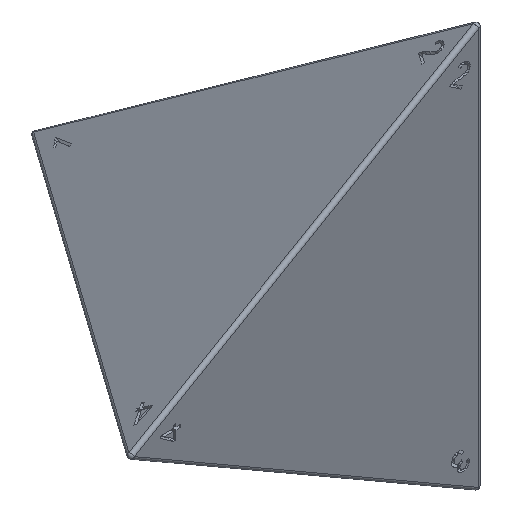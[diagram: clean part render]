
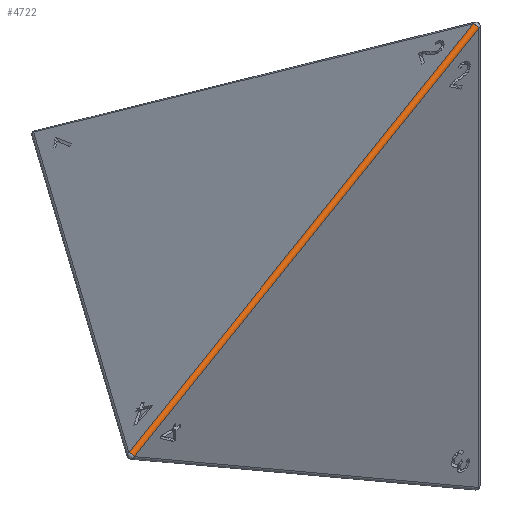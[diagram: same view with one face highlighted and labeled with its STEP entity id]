
A CAD part, isometric view. The second image highlights one B-rep face of the part: STEP entity #4722.
In plain terms, the highlighted cylindrical face has radius 0.15 mm (diameter 0.3 mm), a partial arc.
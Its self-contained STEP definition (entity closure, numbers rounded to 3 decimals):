
#15=CYLINDRICAL_SURFACE('',#4859,0.15);
#27=CIRCLE('',#4847,0.15);
#29=CIRCLE('',#4849,0.15);
#35=CIRCLE('',#4857,0.15);
#397=FACE_OUTER_BOUND('',#663,.T.);
#663=EDGE_LOOP('',(#4232,#4233,#4234,#4235,#4236));
#784=LINE('',#6678,#1177);
#1063=LINE('',#9389,#1456);
#1177=VECTOR('',#5029,10.);
#1456=VECTOR('',#5444,10.);
#1888=VERTEX_POINT('',#6676);
#1889=VERTEX_POINT('',#6677);
#2212=VERTEX_POINT('',#9387);
#2213=VERTEX_POINT('',#9388);
#2219=VERTEX_POINT('',#9405);
#2420=EDGE_CURVE('',#1888,#1889,#784,.T.);
#2903=EDGE_CURVE('',#2212,#2213,#1063,.T.);
#2912=EDGE_CURVE('',#2219,#2212,#27,.F.);
#2914=EDGE_CURVE('',#1889,#2219,#29,.F.);
#2920=EDGE_CURVE('',#2213,#1888,#35,.F.);
#4232=ORIENTED_EDGE('',*,*,#2914,.T.);
#4233=ORIENTED_EDGE('',*,*,#2912,.T.);
#4234=ORIENTED_EDGE('',*,*,#2903,.T.);
#4235=ORIENTED_EDGE('',*,*,#2920,.T.);
#4236=ORIENTED_EDGE('',*,*,#2420,.T.);
#4722=ADVANCED_FACE('',(#397),#15,.T.);
#4847=AXIS2_PLACEMENT_3D('',#9406,#5463,#5464);
#4849=AXIS2_PLACEMENT_3D('',#9409,#5467,#5468);
#4857=AXIS2_PLACEMENT_3D('',#9418,#5483,#5484);
#4859=AXIS2_PLACEMENT_3D('',#9420,#5487,#5488);
#5029=DIRECTION('',(0.866,0.,0.5));
#5444=DIRECTION('',(-0.866,0.,-0.5));
#5463=DIRECTION('center_axis',(0.866,0.,0.5));
#5464=DIRECTION('ref_axis',(0.,-1.,0.));
#5467=DIRECTION('center_axis',(0.866,0.,0.5));
#5468=DIRECTION('ref_axis',(0.,-1.,0.));
#5483=DIRECTION('center_axis',(-0.866,0.,
-0.5));
#5484=DIRECTION('ref_axis',(-0.471,0.333,0.816));
#5487=DIRECTION('center_axis',(0.866,0.,0.5));
#5488=DIRECTION('ref_axis',(-0.408,-0.577,0.707));
#6676=CARTESIAN_POINT('',(-11.123,0.,0.));
#6677=CARTESIAN_POINT('',(5.561,0.,9.633));
#6678=CARTESIAN_POINT('',(-7.111,0.,2.316));
#9387=CARTESIAN_POINT('',(5.491,0.2,9.755));
#9388=CARTESIAN_POINT('',(-11.193,0.2,0.122));
#9389=CARTESIAN_POINT('',(-7.182,0.2,2.439));
#9405=CARTESIAN_POINT('',(5.486,0.15,9.762));
#9406=CARTESIAN_POINT('Origin',(5.561,0.15,9.633));
#9409=CARTESIAN_POINT('Origin',(5.561,0.15,9.633));
#9418=CARTESIAN_POINT('Origin',(-11.123,0.15,0.));
#9420=CARTESIAN_POINT('Origin',(-7.111,0.15,2.316));
